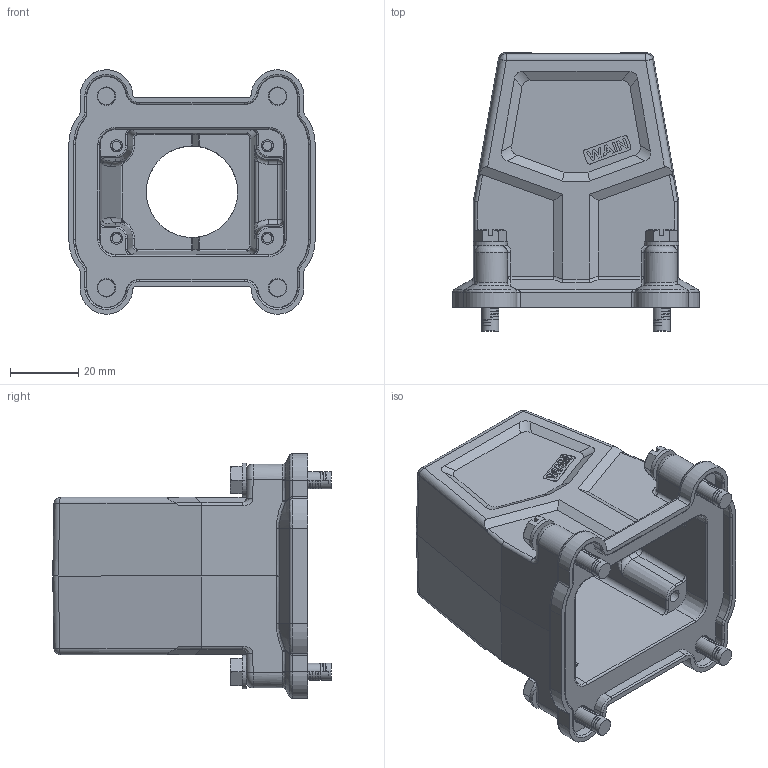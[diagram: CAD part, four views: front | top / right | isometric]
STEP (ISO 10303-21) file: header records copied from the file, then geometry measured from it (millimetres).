
FILE_DESCRIPTION((''),'2;1');
FILE_NAME('3D_1111064305001_EMC_W6B-TEH-4S','2022-04-12T',('yp.zhu'),(''),'PRO/ENGINEER BY PARAMETRIC TECHNOLOGY CORPORATION, 2012480','PRO/ENGINEER BY PARAMETRIC TECHNOLOGY CORPORATION, 2012480','');
FILE_SCHEMA(('CONFIG_CONTROL_DESIGN'));
Length unit declared in the file: millimetre
Products named in the file (1): 3D_1111064305001_EMC_W6B-TEH-4S
Bounding box: 72 x 81.35 x 71.4 mm (x, y, z)
Volume: 80332 mm3; surface area: 37066.5 mm2
Topology: 1 solids, 1 shells, 645 faces, 2097 edges, 1476 vertices
Faces by surface type: plane 257, cylinder 191, bspline 67, cone 60, torus 50, sphere 20
Entity records: 28516 total; most frequent: CARTESIAN_POINT 10903, ORIENTED_EDGE 4162, DIRECTION 3091, EDGE_CURVE 2081, VERTEX_POINT 1476, VECTOR 1061, LINE 1061, AXIS2_PLACEMENT_3D 1015
